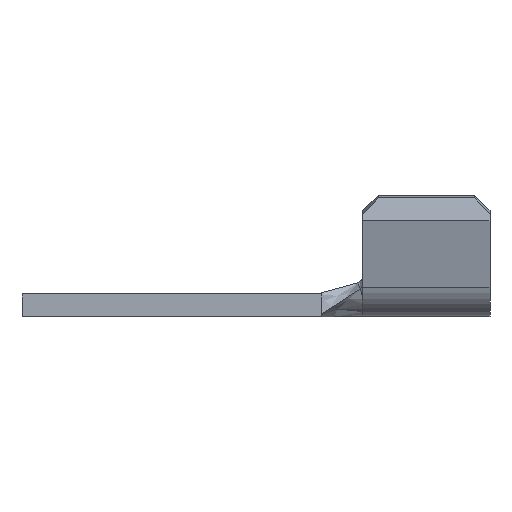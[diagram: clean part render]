
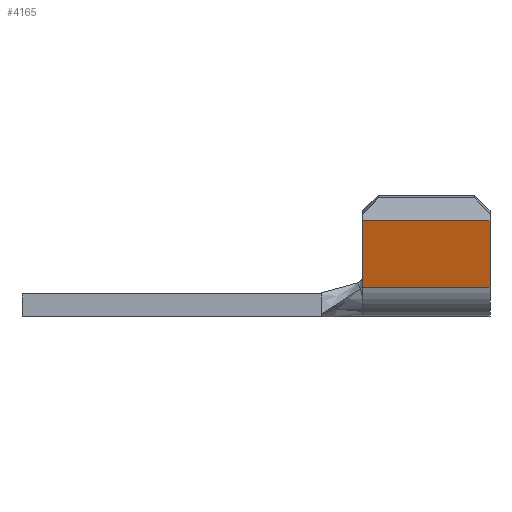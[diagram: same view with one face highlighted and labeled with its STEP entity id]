
A CAD part, left-side view. The second image highlights one B-rep face of the part: STEP entity #4165.
In plain terms, the highlighted planar face has unit normal (-0.971, 0, -0.24).
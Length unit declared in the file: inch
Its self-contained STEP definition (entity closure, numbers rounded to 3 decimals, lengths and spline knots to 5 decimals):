
#51 = LINE ( 'NONE', #2009, #6466 ) ;
#309 = B_SPLINE_CURVE_WITH_KNOTS ( 'NONE', 3,
 ( #5619, #3096, #3617, #4127 ),
 .UNSPECIFIED., .F., .F.,
 ( 4, 4 ),
 ( 0., 0.00015 ),
 .UNSPECIFIED. ) ;
#402 = ORIENTED_EDGE ( 'NONE', *, *, #529, .T. ) ;
#529 = EDGE_CURVE ( 'NONE', #2918, #4296, #6388, .T. ) ;
#853 = ORIENTED_EDGE ( 'NONE', *, *, #4141, .T. ) ;
#917 = EDGE_CURVE ( 'NONE', #5688, #4914, #309, .T. ) ;
#1065 = DIRECTION ( 'NONE',  ( 0., 1., 0. ) ) ;
#1218 = ORIENTED_EDGE ( 'NONE', *, *, #5366, .F. ) ;
#1511 = EDGE_CURVE ( 'NONE', #2918, #5471, #5137, .T. ) ;
#2009 = CARTESIAN_POINT ( 'NONE',  ( 0.98526, -0.495, 0.05848 ) ) ;
#2322 = CARTESIAN_POINT ( 'NONE',  ( 0.953, -0.245, 0.18867 ) ) ;
#2918 = VERTEX_POINT ( 'NONE', #3432 ) ;
#3004 = DIRECTION ( 'NONE',  ( 0.971, 0., 0.241 ) ) ;
#3096 = CARTESIAN_POINT ( 'NONE',  ( 0.98479, -0.245, 0.06036 ) ) ;
#3432 = CARTESIAN_POINT ( 'NONE',  ( 0.953, -0.495, 0.18867 ) ) ;
#3617 = CARTESIAN_POINT ( 'NONE',  ( 0.98433, -0.245, 0.06224 ) ) ;
#3705 = VECTOR ( 'NONE', #1065, 39.37008 ) ;
#4009 = CARTESIAN_POINT ( 'NONE',  ( 0.953, -0.495, 0.18867 ) ) ;
#4127 = CARTESIAN_POINT ( 'NONE',  ( 0.98386, -0.245, 0.06413 ) ) ;
#4137 = CARTESIAN_POINT ( 'NONE',  ( 0.953, -0.495, 0.18867 ) ) ;
#4141 = EDGE_CURVE ( 'NONE', #4296, #4914, #4683, .T. ) ;
#4161 = CARTESIAN_POINT ( 'NONE',  ( 0.98386, -0.245, 0.06413 ) ) ;
#4165 = ADVANCED_FACE ( 'NONE', ( #5692 ), #5528, .F. ) ;
#4296 = VERTEX_POINT ( 'NONE', #2322 ) ;
#4504 = ORIENTED_EDGE ( 'NONE', *, *, #917, .F. ) ;
#4511 = VECTOR ( 'NONE', #6523, 39.37008 ) ;
#4638 = CARTESIAN_POINT ( 'NONE',  ( 0.98526, -0.495, 0.05848 ) ) ;
#4652 = CARTESIAN_POINT ( 'NONE',  ( 0.98526, -0.245, 0.05848 ) ) ;
#4683 = LINE ( 'NONE', #6024, #4511 ) ;
#4817 = ORIENTED_EDGE ( 'NONE', *, *, #1511, .F. ) ;
#4914 = VERTEX_POINT ( 'NONE', #4161 ) ;
#4978 = VECTOR ( 'NONE', #5650, 39.37008 ) ;
#5020 = DIRECTION ( 'NONE',  ( 0., 1., 0. ) ) ;
#5065 = EDGE_LOOP ( 'NONE', ( #853, #4504, #1218, #4817, #402 ) ) ;
#5137 = LINE ( 'NONE', #4137, #4978 ) ;
#5366 = EDGE_CURVE ( 'NONE', #5471, #5688, #51, .T. ) ;
#5471 = VERTEX_POINT ( 'NONE', #4638 ) ;
#5528 = PLANE ( 'NONE',  #6140 ) ;
#5571 = CARTESIAN_POINT ( 'NONE',  ( 0.953, -0.495, 0.18867 ) ) ;
#5619 = CARTESIAN_POINT ( 'NONE',  ( 0.98526, -0.245, 0.05848 ) ) ;
#5650 = DIRECTION ( 'NONE',  ( 0.241, 0., -0.971 ) ) ;
#5688 = VERTEX_POINT ( 'NONE', #4652 ) ;
#5692 = FACE_OUTER_BOUND ( 'NONE', #5065, .T. ) ;
#6024 = CARTESIAN_POINT ( 'NONE',  ( 0.953, -0.245, 0.18867 ) ) ;
#6140 = AXIS2_PLACEMENT_3D ( 'NONE', #4009, #3004, #6550 ) ;
#6388 = LINE ( 'NONE', #5571, #3705 ) ;
#6466 = VECTOR ( 'NONE', #5020, 39.37008 ) ;
#6523 = DIRECTION ( 'NONE',  ( 0.241, 0., -0.971 ) ) ;
#6550 = DIRECTION ( 'NONE',  ( 0.241, 0., -0.971 ) ) ;
